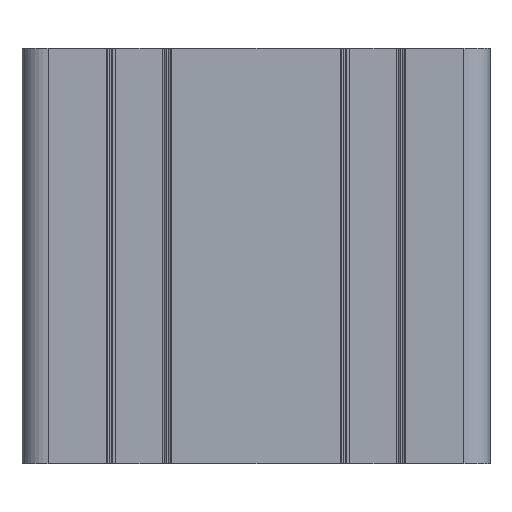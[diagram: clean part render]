
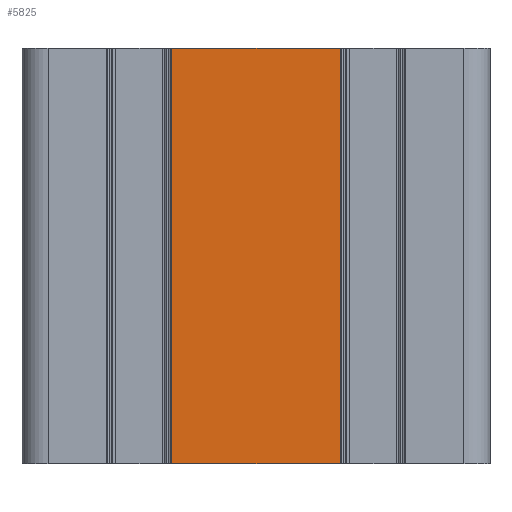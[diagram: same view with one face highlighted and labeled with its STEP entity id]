
A CAD part, left-side view. The second image highlights one B-rep face of the part: STEP entity #5825.
In plain terms, the highlighted planar face has unit normal (-1, 0, 0).
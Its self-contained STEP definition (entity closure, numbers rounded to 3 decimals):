
#40 = CARTESIAN_POINT ( 'NONE',  ( -45., -16.2, -80. ) ) ;
#316 = ORIENTED_EDGE ( 'NONE', *, *, #12557, .T. ) ;
#554 = DIRECTION ( 'NONE',  ( 0., -1., 0. ) ) ;
#1196 = VERTEX_POINT ( 'NONE', #9077 ) ;
#1623 = CARTESIAN_POINT ( 'NONE',  ( -45., 0., 0. ) ) ;
#1652 = EDGE_CURVE ( 'NONE', #4755, #4061, #10205, .T. ) ;
#2500 = EDGE_CURVE ( 'NONE', #9923, #4755, #4125, .T. ) ;
#2766 = VECTOR ( 'NONE', #554, 1000. ) ;
#4061 = VERTEX_POINT ( 'NONE', #13614 ) ;
#4125 = LINE ( 'NONE', #8485, #9942 ) ;
#4165 = ORIENTED_EDGE ( 'NONE', *, *, #1652, .F. ) ;
#4448 = FACE_OUTER_BOUND ( 'NONE', #8135, .T. ) ;
#4574 = DIRECTION ( 'NONE',  ( -1., 0., 0. ) ) ;
#4688 = CARTESIAN_POINT ( 'NONE',  ( -45., 0., -80. ) ) ;
#4755 = VERTEX_POINT ( 'NONE', #9272 ) ;
#5825 = ADVANCED_FACE ( 'NONE', ( #4448 ), #13295, .T. ) ;
#7039 = DIRECTION ( 'NONE',  ( 0., -1., 0. ) ) ;
#7388 = VECTOR ( 'NONE', #7039, 1000. ) ;
#8135 = EDGE_LOOP ( 'NONE', ( #4165, #13574, #316, #8902 ) ) ;
#8485 = CARTESIAN_POINT ( 'NONE',  ( -45., 16.2, -80. ) ) ;
#8628 = DIRECTION ( 'NONE',  ( 0., 0., 1. ) ) ;
#8902 = ORIENTED_EDGE ( 'NONE', *, *, #11225, .T. ) ;
#9077 = CARTESIAN_POINT ( 'NONE',  ( -45., -16.2, -80. ) ) ;
#9272 = CARTESIAN_POINT ( 'NONE',  ( -45., 16.2, 0. ) ) ;
#9923 = VERTEX_POINT ( 'NONE', #12677 ) ;
#9942 = VECTOR ( 'NONE', #8628, 1000. ) ;
#10119 = LINE ( 'NONE', #4688, #7388 ) ;
#10205 = LINE ( 'NONE', #1623, #2766 ) ;
#10499 = VECTOR ( 'NONE', #11917, 1000. ) ;
#10973 = LINE ( 'NONE', #40, #10499 ) ;
#11146 = DIRECTION ( 'NONE',  ( 0., -1., 0. ) ) ;
#11225 = EDGE_CURVE ( 'NONE', #1196, #4061, #10973, .T. ) ;
#11917 = DIRECTION ( 'NONE',  ( 0., 0., 1. ) ) ;
#12301 = CARTESIAN_POINT ( 'NONE',  ( -45., 0., -80. ) ) ;
#12557 = EDGE_CURVE ( 'NONE', #9923, #1196, #10119, .T. ) ;
#12677 = CARTESIAN_POINT ( 'NONE',  ( -45., 16.2, -80. ) ) ;
#13295 = PLANE ( 'NONE',  #13323 ) ;
#13323 = AXIS2_PLACEMENT_3D ( 'NONE', #12301, #4574, #11146 ) ;
#13574 = ORIENTED_EDGE ( 'NONE', *, *, #2500, .F. ) ;
#13614 = CARTESIAN_POINT ( 'NONE',  ( -45., -16.2, 0. ) ) ;
